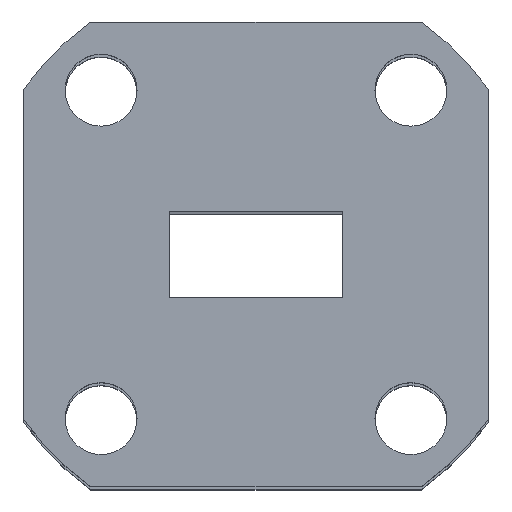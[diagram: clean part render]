
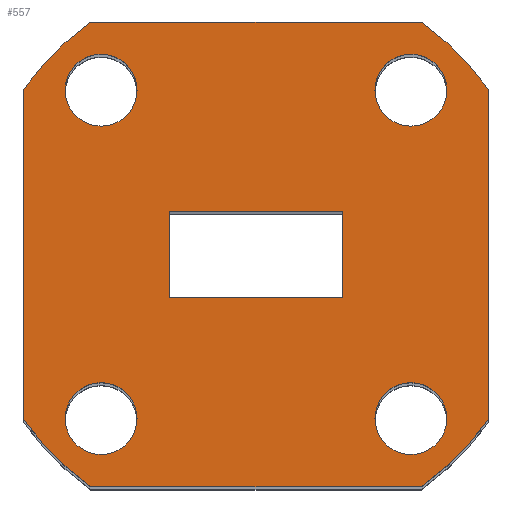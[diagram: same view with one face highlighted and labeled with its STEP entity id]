
A CAD part, top view. The second image highlights one B-rep face of the part: STEP entity #557.
In plain terms, the highlighted planar face has unit normal (0, 0, 1).
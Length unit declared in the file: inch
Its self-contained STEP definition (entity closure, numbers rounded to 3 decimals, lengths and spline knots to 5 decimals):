
#23=CIRCLE('',#598,0.058);
#25=CIRCLE('',#601,0.058);
#27=CIRCLE('',#604,0.058);
#29=CIRCLE('',#607,0.058);
#32=CIRCLE('',#616,0.46);
#34=CIRCLE('',#620,0.46);
#36=CIRCLE('',#624,0.46);
#38=CIRCLE('',#628,0.46);
#57=FACE_BOUND('',#124,.T.);
#58=FACE_BOUND('',#125,.T.);
#59=FACE_BOUND('',#126,.T.);
#60=FACE_BOUND('',#127,.T.);
#61=FACE_BOUND('',#128,.T.);
#93=FACE_OUTER_BOUND('',#123,.T.);
#123=EDGE_LOOP('',(#479,#480,#481,#482,#483,#484,#485,#486));
#124=EDGE_LOOP('',(#487));
#125=EDGE_LOOP('',(#488));
#126=EDGE_LOOP('',(#489));
#127=EDGE_LOOP('',(#490));
#128=EDGE_LOOP('',(#491,#492,#493,#494));
#165=LINE('',#874,#221);
#168=LINE('',#880,#224);
#171=LINE('',#886,#227);
#174=LINE('',#890,#230);
#177=LINE('',#898,#233);
#181=LINE('',#910,#237);
#185=LINE('',#922,#241);
#189=LINE('',#934,#245);
#221=VECTOR('',#716,0.3937);
#224=VECTOR('',#721,0.3937);
#227=VECTOR('',#726,0.3937);
#230=VECTOR('',#731,0.3937);
#233=VECTOR('',#736,0.3937);
#237=VECTOR('',#748,0.3937);
#241=VECTOR('',#760,0.3937);
#245=VECTOR('',#772,0.3937);
#263=VERTEX_POINT('',#844);
#265=VERTEX_POINT('',#850);
#267=VERTEX_POINT('',#856);
#269=VERTEX_POINT('',#862);
#273=VERTEX_POINT('',#871);
#274=VERTEX_POINT('',#873);
#276=VERTEX_POINT('',#879);
#278=VERTEX_POINT('',#885);
#281=VERTEX_POINT('',#895);
#282=VERTEX_POINT('',#897);
#284=VERTEX_POINT('',#903);
#286=VERTEX_POINT('',#909);
#288=VERTEX_POINT('',#915);
#290=VERTEX_POINT('',#921);
#292=VERTEX_POINT('',#927);
#294=VERTEX_POINT('',#933);
#319=EDGE_CURVE('',#263,#263,#23,.T.);
#322=EDGE_CURVE('',#265,#265,#25,.T.);
#325=EDGE_CURVE('',#267,#267,#27,.T.);
#328=EDGE_CURVE('',#269,#269,#29,.T.);
#333=EDGE_CURVE('',#274,#273,#165,.T.);
#336=EDGE_CURVE('',#276,#274,#168,.T.);
#339=EDGE_CURVE('',#278,#276,#171,.T.);
#342=EDGE_CURVE('',#273,#278,#174,.T.);
#345=EDGE_CURVE('',#282,#281,#177,.T.);
#348=EDGE_CURVE('',#284,#282,#32,.T.);
#351=EDGE_CURVE('',#286,#284,#181,.T.);
#354=EDGE_CURVE('',#288,#286,#34,.T.);
#357=EDGE_CURVE('',#290,#288,#185,.T.);
#360=EDGE_CURVE('',#292,#290,#36,.T.);
#363=EDGE_CURVE('',#294,#292,#189,.T.);
#366=EDGE_CURVE('',#281,#294,#38,.T.);
#479=ORIENTED_EDGE('',*,*,#366,.T.);
#480=ORIENTED_EDGE('',*,*,#363,.T.);
#481=ORIENTED_EDGE('',*,*,#360,.T.);
#482=ORIENTED_EDGE('',*,*,#357,.T.);
#483=ORIENTED_EDGE('',*,*,#354,.T.);
#484=ORIENTED_EDGE('',*,*,#351,.T.);
#485=ORIENTED_EDGE('',*,*,#348,.T.);
#486=ORIENTED_EDGE('',*,*,#345,.T.);
#487=ORIENTED_EDGE('',*,*,#319,.T.);
#488=ORIENTED_EDGE('',*,*,#322,.T.);
#489=ORIENTED_EDGE('',*,*,#325,.T.);
#490=ORIENTED_EDGE('',*,*,#328,.T.);
#491=ORIENTED_EDGE('',*,*,#333,.T.);
#492=ORIENTED_EDGE('',*,*,#342,.T.);
#493=ORIENTED_EDGE('',*,*,#339,.T.);
#494=ORIENTED_EDGE('',*,*,#336,.T.);
#529=PLANE('',#629);
#557=ADVANCED_FACE('',(#93,#57,#58,#59,#60,#61),#529,.T.);
#598=AXIS2_PLACEMENT_3D('',#845,#686,#687);
#601=AXIS2_PLACEMENT_3D('',#851,#693,#694);
#604=AXIS2_PLACEMENT_3D('',#857,#700,#701);
#607=AXIS2_PLACEMENT_3D('',#863,#707,#708);
#616=AXIS2_PLACEMENT_3D('',#904,#742,#743);
#620=AXIS2_PLACEMENT_3D('',#916,#754,#755);
#624=AXIS2_PLACEMENT_3D('',#928,#766,#767);
#628=AXIS2_PLACEMENT_3D('',#938,#778,#779);
#629=AXIS2_PLACEMENT_3D('',#939,#780,#781);
#686=DIRECTION('center_axis',(0.,0.,-1.));
#687=DIRECTION('ref_axis',(-1.,0.,0.));
#693=DIRECTION('center_axis',(0.,0.,-1.));
#694=DIRECTION('ref_axis',(-1.,0.,0.));
#700=DIRECTION('center_axis',(0.,0.,-1.));
#701=DIRECTION('ref_axis',(-1.,0.,0.));
#707=DIRECTION('center_axis',(0.,0.,-1.));
#708=DIRECTION('ref_axis',(-1.,0.,0.));
#716=DIRECTION('',(0.,1.,0.));
#721=DIRECTION('',(-1.,0.,0.));
#726=DIRECTION('',(0.,-1.,0.));
#731=DIRECTION('',(1.,0.,0.));
#736=DIRECTION('',(-1.,0.,0.));
#742=DIRECTION('center_axis',(0.,0.,1.));
#743=DIRECTION('ref_axis',(1.,0.,0.));
#748=DIRECTION('',(0.,1.,0.));
#754=DIRECTION('center_axis',(0.,0.,1.));
#755=DIRECTION('ref_axis',(1.,0.,0.));
#760=DIRECTION('',(1.,0.,0.));
#766=DIRECTION('center_axis',(0.,0.,1.));
#767=DIRECTION('ref_axis',(1.,0.,0.));
#772=DIRECTION('',(0.,-1.,0.));
#778=DIRECTION('center_axis',(0.,0.,1.));
#779=DIRECTION('ref_axis',(1.,0.,0.));
#780=DIRECTION('center_axis',(0.,0.,1.));
#781=DIRECTION('ref_axis',(1.,0.,0.));
#844=CARTESIAN_POINT('',(-0.192,-0.265,0.19));
#845=CARTESIAN_POINT('Origin',(-0.25,-0.265,0.19));
#850=CARTESIAN_POINT('',(0.308,-0.265,0.19));
#851=CARTESIAN_POINT('Origin',(0.25,-0.265,0.19));
#856=CARTESIAN_POINT('',(-0.192,0.265,0.19));
#857=CARTESIAN_POINT('Origin',(-0.25,0.265,0.19));
#862=CARTESIAN_POINT('',(0.308,0.265,0.19));
#863=CARTESIAN_POINT('Origin',(0.25,0.265,0.19));
#871=CARTESIAN_POINT('',(-0.14,0.07,0.19));
#873=CARTESIAN_POINT('',(-0.14,-0.07,0.19));
#874=CARTESIAN_POINT('',(-0.14,-0.035,0.19));
#879=CARTESIAN_POINT('',(0.14,-0.07,0.19));
#880=CARTESIAN_POINT('',(0.07,-0.07,0.19));
#885=CARTESIAN_POINT('',(0.14,0.07,0.19));
#886=CARTESIAN_POINT('',(0.14,0.035,0.19));
#890=CARTESIAN_POINT('',(-0.07,0.07,0.19));
#895=CARTESIAN_POINT('',(-0.26641,0.375,0.19));
#897=CARTESIAN_POINT('',(0.26641,0.375,0.19));
#898=CARTESIAN_POINT('',(-0.375,0.375,0.19));
#903=CARTESIAN_POINT('',(0.375,0.26641,0.19));
#904=CARTESIAN_POINT('Origin',(0.,0.,0.19));
#909=CARTESIAN_POINT('',(0.375,-0.26641,0.19));
#910=CARTESIAN_POINT('',(0.375,0.375,0.19));
#915=CARTESIAN_POINT('',(0.26641,-0.375,0.19));
#916=CARTESIAN_POINT('Origin',(0.,0.,0.19));
#921=CARTESIAN_POINT('',(-0.26641,-0.375,0.19));
#922=CARTESIAN_POINT('',(0.375,-0.375,0.19));
#927=CARTESIAN_POINT('',(-0.375,-0.26641,0.19));
#928=CARTESIAN_POINT('Origin',(0.,0.,0.19));
#933=CARTESIAN_POINT('',(-0.375,0.26641,0.19));
#934=CARTESIAN_POINT('',(-0.375,-0.375,0.19));
#938=CARTESIAN_POINT('Origin',(0.,0.,0.19));
#939=CARTESIAN_POINT('Origin',(0.,0.,0.19));
